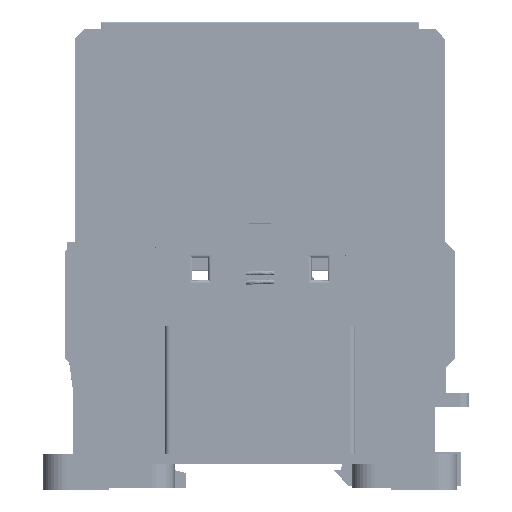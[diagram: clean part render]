
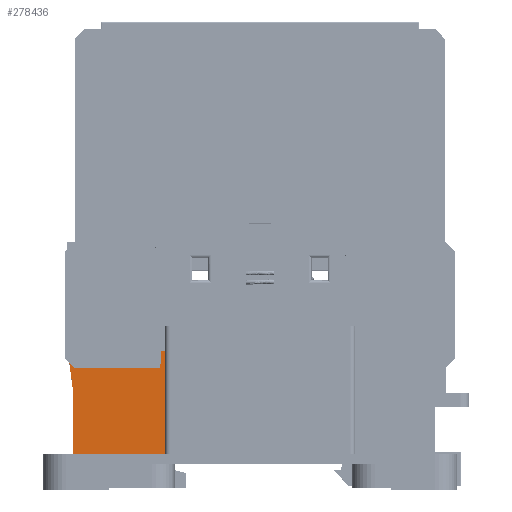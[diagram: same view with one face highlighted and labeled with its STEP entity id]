
A CAD part, top view. The second image highlights one B-rep face of the part: STEP entity #278436.
In plain terms, the highlighted planar face has unit normal (0, 0, 1).
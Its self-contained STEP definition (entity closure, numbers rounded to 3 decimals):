
#278381=CARTESIAN_POINT('',(-27.673,18.462,14.8));
#278382=DIRECTION('',(0.0,0.0,-1.0));
#278383=DIRECTION('',(0.0,1.0,0.0));
#278384=AXIS2_PLACEMENT_3D('',#278381,#278382,#278383);
#278385=PLANE('',#278384);
#278386=CARTESIAN_POINT('',(-17.85,7.5,14.8));
#278387=VERTEX_POINT('',#278386);
#278388=CARTESIAN_POINT('',(-17.85,29.1,14.8));
#278389=VERTEX_POINT('',#278388);
#278390=CARTESIAN_POINT('',(-17.85,7.5,14.8));
#278391=DIRECTION('',(0.0,1.0,0.0));
#278392=VECTOR('',#278391,21.6);
#278393=LINE('',#278390,#278392);
#278394=EDGE_CURVE('',#278387,#278389,#278393,.T.);
#278395=ORIENTED_EDGE('',*,*,#278394,.T.);
#278396=CARTESIAN_POINT('',(-30.65,29.1,14.8));
#278397=VERTEX_POINT('',#278396);
#278398=CARTESIAN_POINT('',(-17.85,29.1,14.8));
#278399=DIRECTION('',(-1.0,0.0,0.0));
#278400=VECTOR('',#278399,12.8);
#278401=LINE('',#278398,#278400);
#278402=EDGE_CURVE('',#278389,#278397,#278401,.T.);
#278403=ORIENTED_EDGE('',*,*,#278402,.T.);
#278404=CARTESIAN_POINT('',(-38.25,29.1,14.8));
#278405=VERTEX_POINT('',#278404);
#278406=CARTESIAN_POINT('',(-30.65,29.1,14.8));
#278407=DIRECTION('',(-1.0,0.0,0.0));
#278408=VECTOR('',#278407,7.6);
#278409=LINE('',#278406,#278408);
#278410=EDGE_CURVE('',#278397,#278405,#278409,.T.);
#278411=ORIENTED_EDGE('',*,*,#278410,.T.);
#278412=CARTESIAN_POINT('',(-37.05,20.1,14.8));
#278413=VERTEX_POINT('',#278412);
#278414=CARTESIAN_POINT('',(-38.25,29.1,14.8));
#278415=DIRECTION('',(0.132,-0.991,0.0));
#278416=VECTOR('',#278415,9.08);
#278417=LINE('',#278414,#278416);
#278418=EDGE_CURVE('',#278405,#278413,#278417,.T.);
#278419=ORIENTED_EDGE('',*,*,#278418,.T.);
#278420=CARTESIAN_POINT('',(-37.05,7.5,14.8));
#278421=VERTEX_POINT('',#278420);
#278422=CARTESIAN_POINT('',(-37.05,20.1,14.8));
#278423=DIRECTION('',(0.0,-1.0,0.0));
#278424=VECTOR('',#278423,12.6);
#278425=LINE('',#278422,#278424);
#278426=EDGE_CURVE('',#278413,#278421,#278425,.T.);
#278427=ORIENTED_EDGE('',*,*,#278426,.T.);
#278428=CARTESIAN_POINT('',(-37.05,7.5,14.8));
#278429=DIRECTION('',(1.0,0.0,0.0));
#278430=VECTOR('',#278429,19.2);
#278431=LINE('',#278428,#278430);
#278432=EDGE_CURVE('',#278421,#278387,#278431,.T.);
#278433=ORIENTED_EDGE('',*,*,#278432,.T.);
#278434=EDGE_LOOP('',(#278395,#278403,#278411,#278419,#278427,#278433));
#278435=FACE_OUTER_BOUND('',#278434,.T.);
#278436=ADVANCED_FACE('',(#278435),#278385,.F.);
